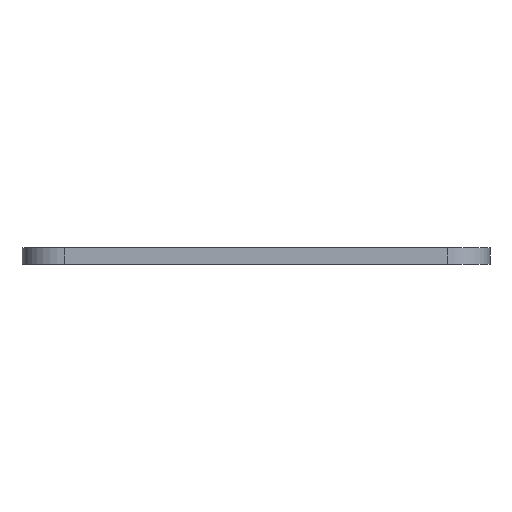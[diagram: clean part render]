
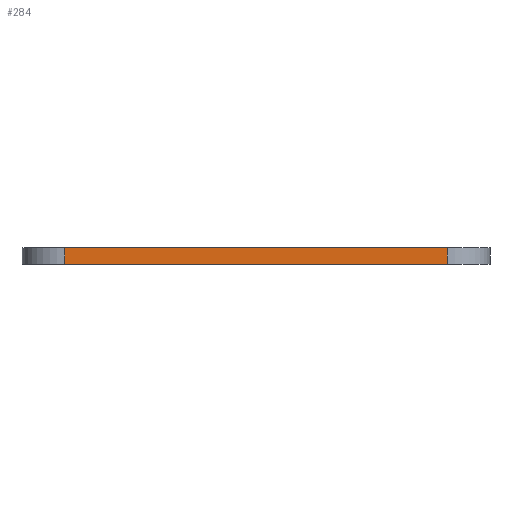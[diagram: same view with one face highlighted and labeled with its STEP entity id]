
A CAD part, left-side view. The second image highlights one B-rep face of the part: STEP entity #284.
In plain terms, the highlighted planar face has unit normal (-1, 0, 0).
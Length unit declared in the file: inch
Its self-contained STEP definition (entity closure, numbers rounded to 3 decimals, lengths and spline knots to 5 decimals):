
#98 = DIRECTION ( 'NONE',  ( 0., -1., 0. ) ) ;
#106 = CARTESIAN_POINT ( 'NONE',  ( -0.5, -0.25, -0.04921 ) ) ;
#157 = VECTOR ( 'NONE', #748, 39.37008 ) ;
#222 = LINE ( 'NONE', #858, #882 ) ;
#240 = ORIENTED_EDGE ( 'NONE', *, *, #829, .T. ) ;
#245 = DIRECTION ( 'NONE',  ( 0., 0., -1. ) ) ;
#284 = ADVANCED_FACE ( 'NONE', ( #1098 ), #1015, .F. ) ;
#308 = DIRECTION ( 'NONE',  ( 1., 0., 0. ) ) ;
#327 = CARTESIAN_POINT ( 'NONE',  ( -0.5, 1.995, 0.04921 ) ) ;
#366 = EDGE_CURVE ( 'NONE', #581, #430, #383, .T. ) ;
#383 = LINE ( 'NONE', #572, #157 ) ;
#384 = AXIS2_PLACEMENT_3D ( 'NONE', #578, #308, #486 ) ;
#430 = VERTEX_POINT ( 'NONE', #106 ) ;
#445 = CARTESIAN_POINT ( 'NONE',  ( -0.5, -0.25, 0.04921 ) ) ;
#475 = EDGE_LOOP ( 'NONE', ( #684, #575, #477, #240 ) ) ;
#477 = ORIENTED_EDGE ( 'NONE', *, *, #771, .F. ) ;
#486 = DIRECTION ( 'NONE',  ( 0., 1., 0. ) ) ;
#525 = EDGE_CURVE ( 'NONE', #430, #907, #548, .T. ) ;
#548 = LINE ( 'NONE', #445, #1002 ) ;
#572 = CARTESIAN_POINT ( 'NONE',  ( -0.5, 2.245, -0.04921 ) ) ;
#575 = ORIENTED_EDGE ( 'NONE', *, *, #525, .T. ) ;
#578 = CARTESIAN_POINT ( 'NONE',  ( -0.5, 2.245, 0.04921 ) ) ;
#581 = VERTEX_POINT ( 'NONE', #730 ) ;
#684 = ORIENTED_EDGE ( 'NONE', *, *, #366, .T. ) ;
#730 = CARTESIAN_POINT ( 'NONE',  ( -0.5, 1.995, -0.04921 ) ) ;
#731 = LINE ( 'NONE', #1073, #934 ) ;
#748 = DIRECTION ( 'NONE',  ( 0., -1., 0. ) ) ;
#771 = EDGE_CURVE ( 'NONE', #850, #907, #731, .T. ) ;
#829 = EDGE_CURVE ( 'NONE', #850, #581, #222, .T. ) ;
#850 = VERTEX_POINT ( 'NONE', #327 ) ;
#858 = CARTESIAN_POINT ( 'NONE',  ( -0.5, 1.995, 0.04921 ) ) ;
#882 = VECTOR ( 'NONE', #245, 39.37008 ) ;
#907 = VERTEX_POINT ( 'NONE', #1109 ) ;
#934 = VECTOR ( 'NONE', #98, 39.37008 ) ;
#1002 = VECTOR ( 'NONE', #1149, 39.37008 ) ;
#1015 = PLANE ( 'NONE',  #384 ) ;
#1073 = CARTESIAN_POINT ( 'NONE',  ( -0.5, 2.245, 0.04921 ) ) ;
#1098 = FACE_OUTER_BOUND ( 'NONE', #475, .T. ) ;
#1109 = CARTESIAN_POINT ( 'NONE',  ( -0.5, -0.25, 0.04921 ) ) ;
#1149 = DIRECTION ( 'NONE',  ( 0., 0., 1. ) ) ;
